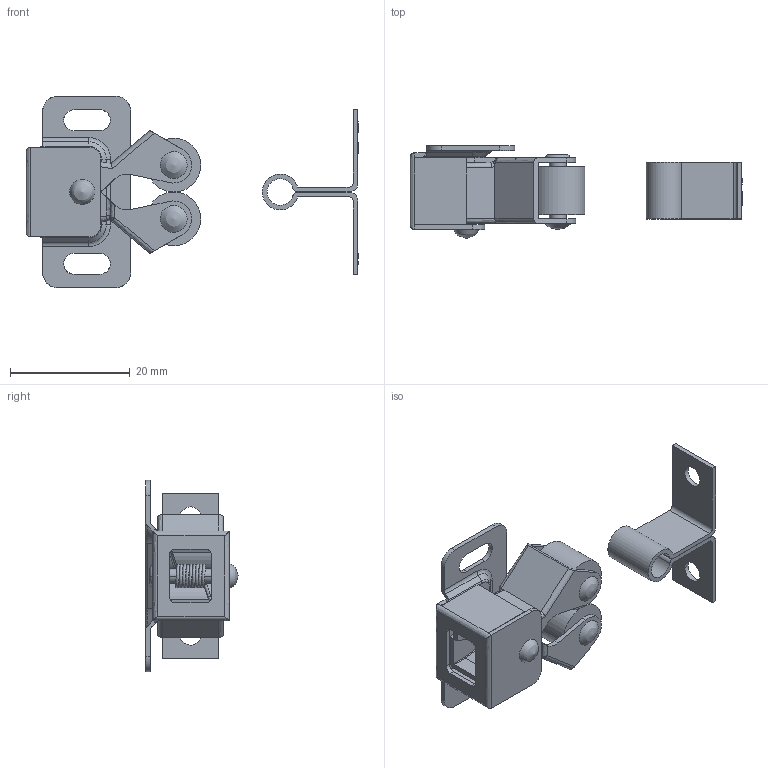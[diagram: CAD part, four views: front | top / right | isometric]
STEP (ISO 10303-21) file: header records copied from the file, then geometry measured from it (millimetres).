
FILE_DESCRIPTION((''),'2;1');
FILE_NAME('','2005-07-15T17:03:12',(''),(''),'','CADfix','');
FILE_SCHEMA(('AUTOMOTIVE_DESIGN'));
Length unit declared in the file: millimetre
Products named in the file (8): arm; roller; shaft_B; spring; shaft_A; keeper; housing; TL_55_1_14780_36
Assembly tree (10 placements, depth 2):
  TL_55_1_14780_36
    arm  x2
    roller  x2
    shaft_B  x2
    spring
    shaft_A
    keeper
    housing
Bounding box: 55.5 x 15.5 x 32 mm (x, y, z)
Volume: 3070.4 mm3; surface area: 6803.5 mm2
Topology: 10 solids, 10 shells, 265 faces, 769 edges, 528 vertices
Faces by surface type: bspline 265
Entity records: 10398 total; most frequent: CARTESIAN_POINT 7050, ORIENTED_EDGE 1120, EDGE_CURVE 560, VERTEX_POINT 383, QUASI_UNIFORM_CURVE 277, EDGE_LOOP 223, FACE_OUTER_BOUND 195, ADVANCED_FACE 195
